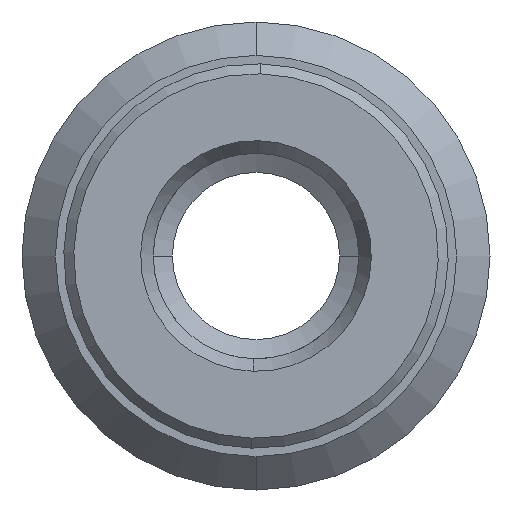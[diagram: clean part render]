
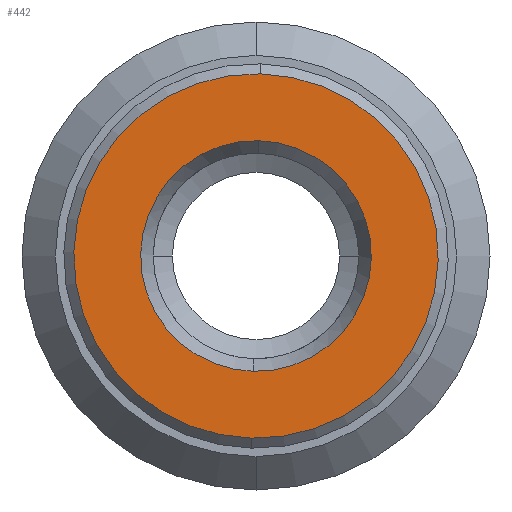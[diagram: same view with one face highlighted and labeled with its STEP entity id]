
A CAD part, front view. The second image highlights one B-rep face of the part: STEP entity #442.
In plain terms, the highlighted planar face has unit normal (0, -1, 0).
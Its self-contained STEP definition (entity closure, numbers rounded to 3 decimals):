
#90 = VERTEX_POINT ( 'NONE', #777 ) ;
#111 = EDGE_CURVE ( 'NONE', #112, #132, #732, .T. ) ;
#112 = VERTEX_POINT ( 'NONE', #727 ) ;
#116 = VERTEX_POINT ( 'NONE', #704 ) ;
#118 = EDGE_CURVE ( 'NONE', #90, #116, #703, .T. ) ;
#132 = VERTEX_POINT ( 'NONE', #674 ) ;
#433 = EDGE_CURVE ( 'NONE', #132, #112, #1302, .T. ) ;
#436 = EDGE_LOOP ( 'NONE', ( #443, #444 ) ) ;
#439 = EDGE_CURVE ( 'NONE', #116, #90, #1297, .T. ) ;
#442 = ADVANCED_FACE ( 'NONE', ( #1289, #1285 ), #1284, .T. ) ;
#443 = ORIENTED_EDGE ( 'NONE', *, *, #118, .T. ) ;
#444 = ORIENTED_EDGE ( 'NONE', *, *, #439, .T. ) ;
#445 = EDGE_LOOP ( 'NONE', ( #446, #447 ) ) ;
#446 = ORIENTED_EDGE ( 'NONE', *, *, #111, .F. ) ;
#447 = ORIENTED_EDGE ( 'NONE', *, *, #433, .F. ) ;
#674 = CARTESIAN_POINT ( 'NONE',  ( 0.127, -17.203, 5.449 ) ) ;
#699 = DIRECTION ( 'NONE',  ( -0.023, 0., -1. ) ) ;
#700 = DIRECTION ( 'NONE',  ( 0., 1., 0. ) ) ;
#701 = CARTESIAN_POINT ( 'NONE',  ( 0., -17.203, 0. ) ) ;
#702 = AXIS2_PLACEMENT_3D ( 'NONE', #701, #700, #699 ) ;
#703 = CIRCLE ( 'NONE', #702, 3.45 ) ;
#704 = CARTESIAN_POINT ( 'NONE',  ( -0.08, -17.203, -3.449 ) ) ;
#727 = CARTESIAN_POINT ( 'NONE',  ( -0.127, -17.203, -5.449 ) ) ;
#728 = DIRECTION ( 'NONE',  ( -0.023, 0., -1. ) ) ;
#729 = DIRECTION ( 'NONE',  ( 0., 1., 0. ) ) ;
#730 = CARTESIAN_POINT ( 'NONE',  ( 0., -17.203, 0. ) ) ;
#731 = AXIS2_PLACEMENT_3D ( 'NONE', #730, #729, #728 ) ;
#732 = CIRCLE ( 'NONE', #731, 5.45 ) ;
#777 = CARTESIAN_POINT ( 'NONE',  ( 0.08, -17.203, 3.449 ) ) ;
#1279 = DIRECTION ( 'NONE',  ( 0.023, 0., 1. ) ) ;
#1280 = DIRECTION ( 'NONE',  ( 0., -1., 0. ) ) ;
#1281 = CARTESIAN_POINT ( 'NONE',  ( -5.449, -17.203, 0.127 ) ) ;
#1283 = AXIS2_PLACEMENT_3D ( 'NONE', #1281, #1280, #1279 ) ;
#1284 = PLANE ( 'NONE',  #1283 ) ;
#1285 = FACE_OUTER_BOUND ( 'NONE', #445, .T. ) ;
#1289 = FACE_BOUND ( 'NONE', #436, .T. ) ;
#1293 = DIRECTION ( 'NONE',  ( -0.023, 0., -1. ) ) ;
#1294 = DIRECTION ( 'NONE',  ( 0., 1., 0. ) ) ;
#1295 = CARTESIAN_POINT ( 'NONE',  ( 0., -17.203, 0. ) ) ;
#1296 = AXIS2_PLACEMENT_3D ( 'NONE', #1295, #1294, #1293 ) ;
#1297 = CIRCLE ( 'NONE', #1296, 3.45 ) ;
#1298 = DIRECTION ( 'NONE',  ( -0.023, 0., -1. ) ) ;
#1299 = DIRECTION ( 'NONE',  ( 0., 1., 0. ) ) ;
#1300 = CARTESIAN_POINT ( 'NONE',  ( 0., -17.203, 0. ) ) ;
#1301 = AXIS2_PLACEMENT_3D ( 'NONE', #1300, #1299, #1298 ) ;
#1302 = CIRCLE ( 'NONE', #1301, 5.45 ) ;
